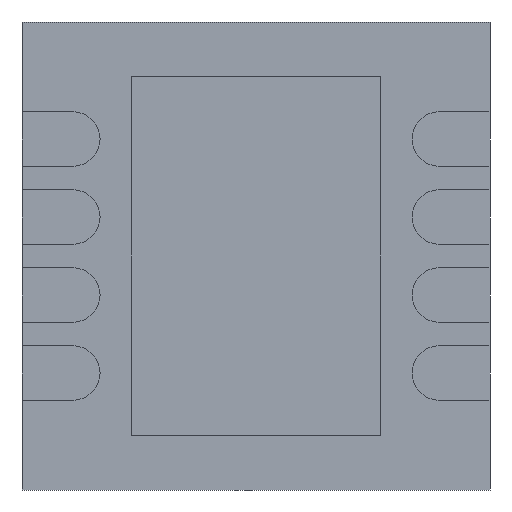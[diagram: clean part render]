
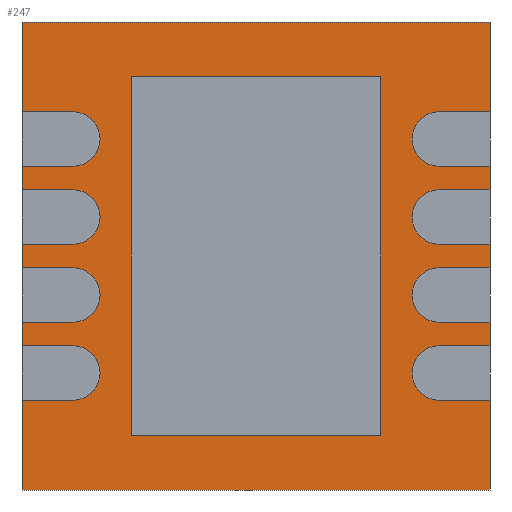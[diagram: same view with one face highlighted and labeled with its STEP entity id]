
A CAD part, front view. The second image highlights one B-rep face of the part: STEP entity #247.
In plain terms, the highlighted planar face has unit normal (0, -1, 0).
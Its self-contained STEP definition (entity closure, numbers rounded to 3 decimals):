
#83 = EDGE_CURVE('',#84,#86,#88,.T.);
#84 = VERTEX_POINT('',#85);
#85 = CARTESIAN_POINT('',(1.5,0.05,-1.5));
#86 = VERTEX_POINT('',#87);
#87 = CARTESIAN_POINT('',(1.5,0.05,-0.925));
#88 = LINE('',#89,#90);
#89 = CARTESIAN_POINT('',(1.5,0.05,-1.5));
#90 = VECTOR('',#91,1.);
#91 = DIRECTION('',(0.,0.,1.));
#110 = VERTEX_POINT('',#111);
#111 = CARTESIAN_POINT('',(1.5,0.05,1.5));
#117 = EDGE_CURVE('',#118,#110,#120,.T.);
#118 = VERTEX_POINT('',#119);
#119 = CARTESIAN_POINT('',(1.5,0.05,0.925));
#120 = LINE('',#121,#122);
#121 = CARTESIAN_POINT('',(1.5,0.05,-1.5));
#122 = VECTOR('',#123,1.);
#123 = DIRECTION('',(0.,0.,1.));
#142 = VERTEX_POINT('',#143);
#143 = CARTESIAN_POINT('',(1.5,0.05,0.575));
#149 = EDGE_CURVE('',#150,#142,#152,.T.);
#150 = VERTEX_POINT('',#151);
#151 = CARTESIAN_POINT('',(1.5,0.05,0.425));
#152 = LINE('',#153,#154);
#153 = CARTESIAN_POINT('',(1.5,0.05,-1.5));
#154 = VECTOR('',#155,1.);
#155 = DIRECTION('',(0.,0.,1.));
#174 = VERTEX_POINT('',#175);
#175 = CARTESIAN_POINT('',(1.5,0.05,0.075));
#181 = EDGE_CURVE('',#182,#174,#184,.T.);
#182 = VERTEX_POINT('',#183);
#183 = CARTESIAN_POINT('',(1.5,0.05,-0.075));
#184 = LINE('',#185,#186);
#185 = CARTESIAN_POINT('',(1.5,0.05,-1.5));
#186 = VECTOR('',#187,1.);
#187 = DIRECTION('',(0.,0.,1.));
#206 = VERTEX_POINT('',#207);
#207 = CARTESIAN_POINT('',(1.5,0.05,-0.425));
#213 = EDGE_CURVE('',#214,#206,#216,.T.);
#214 = VERTEX_POINT('',#215);
#215 = CARTESIAN_POINT('',(1.5,0.05,-0.575));
#216 = LINE('',#217,#218);
#217 = CARTESIAN_POINT('',(1.5,0.05,-1.5));
#218 = VECTOR('',#219,1.);
#219 = DIRECTION('',(0.,0.,1.));
#247 = ADVANCED_FACE('',(#248),#501,.F.);
#248 = FACE_BOUND('',#249,.F.);
#249 = EDGE_LOOP('',(#250,#251,#259,#267,#275,#284,#292,#300,#308,#317,
    #325,#333,#341,#350,#358,#366,#374,#383,#391,#399,#405,#406,#414,
    #423,#429,#430,#438,#447,#453,#454,#462,#471,#477,#478,#486,#495));
#250 = ORIENTED_EDGE('',*,*,#83,.F.);
#251 = ORIENTED_EDGE('',*,*,#252,.F.);
#252 = EDGE_CURVE('',#253,#84,#255,.T.);
#253 = VERTEX_POINT('',#254);
#254 = CARTESIAN_POINT('',(-1.5,0.05,-1.5));
#255 = LINE('',#256,#257);
#256 = CARTESIAN_POINT('',(-1.5,0.05,-1.5));
#257 = VECTOR('',#258,1.);
#258 = DIRECTION('',(1.,0.,0.));
#259 = ORIENTED_EDGE('',*,*,#260,.F.);
#260 = EDGE_CURVE('',#261,#253,#263,.T.);
#261 = VERTEX_POINT('',#262);
#262 = CARTESIAN_POINT('',(-1.5,0.05,-0.925));
#263 = LINE('',#264,#265);
#264 = CARTESIAN_POINT('',(-1.5,0.05,1.5));
#265 = VECTOR('',#266,1.);
#266 = DIRECTION('',(0.,0.,-1.));
#267 = ORIENTED_EDGE('',*,*,#268,.T.);
#268 = EDGE_CURVE('',#261,#269,#271,.T.);
#269 = VERTEX_POINT('',#270);
#270 = CARTESIAN_POINT('',(-1.175,0.05,-0.925));
#271 = LINE('',#272,#273);
#272 = CARTESIAN_POINT('',(-0.588,0.05,-0.925));
#273 = VECTOR('',#274,1.);
#274 = DIRECTION('',(1.,0.,0.));
#275 = ORIENTED_EDGE('',*,*,#276,.T.);
#276 = EDGE_CURVE('',#269,#277,#279,.T.);
#277 = VERTEX_POINT('',#278);
#278 = CARTESIAN_POINT('',(-1.175,0.05,-0.575));
#279 = CIRCLE('',#280,0.175);
#280 = AXIS2_PLACEMENT_3D('',#281,#282,#283);
#281 = CARTESIAN_POINT('',(-1.175,0.05,-0.75));
#282 = DIRECTION('',(0.,-1.,0.));
#283 = DIRECTION('',(1.,0.,0.));
#284 = ORIENTED_EDGE('',*,*,#285,.T.);
#285 = EDGE_CURVE('',#277,#286,#288,.T.);
#286 = VERTEX_POINT('',#287);
#287 = CARTESIAN_POINT('',(-1.5,0.05,-0.575));
#288 = LINE('',#289,#290);
#289 = CARTESIAN_POINT('',(-0.75,0.05,-0.575));
#290 = VECTOR('',#291,1.);
#291 = DIRECTION('',(-1.,0.,0.));
#292 = ORIENTED_EDGE('',*,*,#293,.F.);
#293 = EDGE_CURVE('',#294,#286,#296,.T.);
#294 = VERTEX_POINT('',#295);
#295 = CARTESIAN_POINT('',(-1.5,0.05,-0.425));
#296 = LINE('',#297,#298);
#297 = CARTESIAN_POINT('',(-1.5,0.05,1.5));
#298 = VECTOR('',#299,1.);
#299 = DIRECTION('',(0.,0.,-1.));
#300 = ORIENTED_EDGE('',*,*,#301,.T.);
#301 = EDGE_CURVE('',#294,#302,#304,.T.);
#302 = VERTEX_POINT('',#303);
#303 = CARTESIAN_POINT('',(-1.175,0.05,-0.425));
#304 = LINE('',#305,#306);
#305 = CARTESIAN_POINT('',(-0.588,0.05,-0.425));
#306 = VECTOR('',#307,1.);
#307 = DIRECTION('',(1.,0.,0.));
#308 = ORIENTED_EDGE('',*,*,#309,.T.);
#309 = EDGE_CURVE('',#302,#310,#312,.T.);
#310 = VERTEX_POINT('',#311);
#311 = CARTESIAN_POINT('',(-1.175,0.05,-0.075));
#312 = CIRCLE('',#313,0.175);
#313 = AXIS2_PLACEMENT_3D('',#314,#315,#316);
#314 = CARTESIAN_POINT('',(-1.175,0.05,-0.25));
#315 = DIRECTION('',(0.,-1.,0.));
#316 = DIRECTION('',(1.,0.,0.));
#317 = ORIENTED_EDGE('',*,*,#318,.T.);
#318 = EDGE_CURVE('',#310,#319,#321,.T.);
#319 = VERTEX_POINT('',#320);
#320 = CARTESIAN_POINT('',(-1.5,0.05,-0.075));
#321 = LINE('',#322,#323);
#322 = CARTESIAN_POINT('',(-0.75,0.05,-0.075));
#323 = VECTOR('',#324,1.);
#324 = DIRECTION('',(-1.,0.,0.));
#325 = ORIENTED_EDGE('',*,*,#326,.F.);
#326 = EDGE_CURVE('',#327,#319,#329,.T.);
#327 = VERTEX_POINT('',#328);
#328 = CARTESIAN_POINT('',(-1.5,0.05,0.075));
#329 = LINE('',#330,#331);
#330 = CARTESIAN_POINT('',(-1.5,0.05,1.5));
#331 = VECTOR('',#332,1.);
#332 = DIRECTION('',(0.,0.,-1.));
#333 = ORIENTED_EDGE('',*,*,#334,.T.);
#334 = EDGE_CURVE('',#327,#335,#337,.T.);
#335 = VERTEX_POINT('',#336);
#336 = CARTESIAN_POINT('',(-1.175,0.05,0.075));
#337 = LINE('',#338,#339);
#338 = CARTESIAN_POINT('',(-0.588,0.05,0.075));
#339 = VECTOR('',#340,1.);
#340 = DIRECTION('',(1.,0.,0.));
#341 = ORIENTED_EDGE('',*,*,#342,.T.);
#342 = EDGE_CURVE('',#335,#343,#345,.T.);
#343 = VERTEX_POINT('',#344);
#344 = CARTESIAN_POINT('',(-1.175,0.05,0.425));
#345 = CIRCLE('',#346,0.175);
#346 = AXIS2_PLACEMENT_3D('',#347,#348,#349);
#347 = CARTESIAN_POINT('',(-1.175,0.05,0.25));
#348 = DIRECTION('',(0.,-1.,0.));
#349 = DIRECTION('',(1.,0.,0.));
#350 = ORIENTED_EDGE('',*,*,#351,.T.);
#351 = EDGE_CURVE('',#343,#352,#354,.T.);
#352 = VERTEX_POINT('',#353);
#353 = CARTESIAN_POINT('',(-1.5,0.05,0.425));
#354 = LINE('',#355,#356);
#355 = CARTESIAN_POINT('',(-0.75,0.05,0.425));
#356 = VECTOR('',#357,1.);
#357 = DIRECTION('',(-1.,0.,0.));
#358 = ORIENTED_EDGE('',*,*,#359,.F.);
#359 = EDGE_CURVE('',#360,#352,#362,.T.);
#360 = VERTEX_POINT('',#361);
#361 = CARTESIAN_POINT('',(-1.5,0.05,0.575));
#362 = LINE('',#363,#364);
#363 = CARTESIAN_POINT('',(-1.5,0.05,1.5));
#364 = VECTOR('',#365,1.);
#365 = DIRECTION('',(0.,0.,-1.));
#366 = ORIENTED_EDGE('',*,*,#367,.T.);
#367 = EDGE_CURVE('',#360,#368,#370,.T.);
#368 = VERTEX_POINT('',#369);
#369 = CARTESIAN_POINT('',(-1.175,0.05,0.575));
#370 = LINE('',#371,#372);
#371 = CARTESIAN_POINT('',(-0.588,0.05,0.575));
#372 = VECTOR('',#373,1.);
#373 = DIRECTION('',(1.,0.,0.));
#374 = ORIENTED_EDGE('',*,*,#375,.T.);
#375 = EDGE_CURVE('',#368,#376,#378,.T.);
#376 = VERTEX_POINT('',#377);
#377 = CARTESIAN_POINT('',(-1.175,0.05,0.925));
#378 = CIRCLE('',#379,0.175);
#379 = AXIS2_PLACEMENT_3D('',#380,#381,#382);
#380 = CARTESIAN_POINT('',(-1.175,0.05,0.75));
#381 = DIRECTION('',(0.,-1.,0.));
#382 = DIRECTION('',(1.,0.,0.));
#383 = ORIENTED_EDGE('',*,*,#384,.T.);
#384 = EDGE_CURVE('',#376,#385,#387,.T.);
#385 = VERTEX_POINT('',#386);
#386 = CARTESIAN_POINT('',(-1.5,0.05,0.925));
#387 = LINE('',#388,#389);
#388 = CARTESIAN_POINT('',(-0.75,0.05,0.925));
#389 = VECTOR('',#390,1.);
#390 = DIRECTION('',(-1.,0.,0.));
#391 = ORIENTED_EDGE('',*,*,#392,.F.);
#392 = EDGE_CURVE('',#393,#385,#395,.T.);
#393 = VERTEX_POINT('',#394);
#394 = CARTESIAN_POINT('',(-1.5,0.05,1.5));
#395 = LINE('',#396,#397);
#396 = CARTESIAN_POINT('',(-1.5,0.05,1.5));
#397 = VECTOR('',#398,1.);
#398 = DIRECTION('',(0.,0.,-1.));
#399 = ORIENTED_EDGE('',*,*,#400,.F.);
#400 = EDGE_CURVE('',#110,#393,#401,.T.);
#401 = LINE('',#402,#403);
#402 = CARTESIAN_POINT('',(1.5,0.05,1.5));
#403 = VECTOR('',#404,1.);
#404 = DIRECTION('',(-1.,0.,0.));
#405 = ORIENTED_EDGE('',*,*,#117,.F.);
#406 = ORIENTED_EDGE('',*,*,#407,.T.);
#407 = EDGE_CURVE('',#118,#408,#410,.T.);
#408 = VERTEX_POINT('',#409);
#409 = CARTESIAN_POINT('',(1.175,0.05,0.925));
#410 = LINE('',#411,#412);
#411 = CARTESIAN_POINT('',(0.588,0.05,0.925));
#412 = VECTOR('',#413,1.);
#413 = DIRECTION('',(-1.,0.,0.));
#414 = ORIENTED_EDGE('',*,*,#415,.T.);
#415 = EDGE_CURVE('',#408,#416,#418,.T.);
#416 = VERTEX_POINT('',#417);
#417 = CARTESIAN_POINT('',(1.175,0.05,0.575));
#418 = CIRCLE('',#419,0.175);
#419 = AXIS2_PLACEMENT_3D('',#420,#421,#422);
#420 = CARTESIAN_POINT('',(1.175,0.05,0.75));
#421 = DIRECTION('',(0.,-1.,0.));
#422 = DIRECTION('',(1.,0.,0.));
#423 = ORIENTED_EDGE('',*,*,#424,.T.);
#424 = EDGE_CURVE('',#416,#142,#425,.T.);
#425 = LINE('',#426,#427);
#426 = CARTESIAN_POINT('',(0.75,0.05,0.575));
#427 = VECTOR('',#428,1.);
#428 = DIRECTION('',(1.,0.,0.));
#429 = ORIENTED_EDGE('',*,*,#149,.F.);
#430 = ORIENTED_EDGE('',*,*,#431,.T.);
#431 = EDGE_CURVE('',#150,#432,#434,.T.);
#432 = VERTEX_POINT('',#433);
#433 = CARTESIAN_POINT('',(1.175,0.05,0.425));
#434 = LINE('',#435,#436);
#435 = CARTESIAN_POINT('',(0.588,0.05,0.425));
#436 = VECTOR('',#437,1.);
#437 = DIRECTION('',(-1.,0.,0.));
#438 = ORIENTED_EDGE('',*,*,#439,.T.);
#439 = EDGE_CURVE('',#432,#440,#442,.T.);
#440 = VERTEX_POINT('',#441);
#441 = CARTESIAN_POINT('',(1.175,0.05,0.075));
#442 = CIRCLE('',#443,0.175);
#443 = AXIS2_PLACEMENT_3D('',#444,#445,#446);
#444 = CARTESIAN_POINT('',(1.175,0.05,0.25));
#445 = DIRECTION('',(0.,-1.,0.));
#446 = DIRECTION('',(1.,0.,0.));
#447 = ORIENTED_EDGE('',*,*,#448,.T.);
#448 = EDGE_CURVE('',#440,#174,#449,.T.);
#449 = LINE('',#450,#451);
#450 = CARTESIAN_POINT('',(0.75,0.05,0.075));
#451 = VECTOR('',#452,1.);
#452 = DIRECTION('',(1.,0.,0.));
#453 = ORIENTED_EDGE('',*,*,#181,.F.);
#454 = ORIENTED_EDGE('',*,*,#455,.T.);
#455 = EDGE_CURVE('',#182,#456,#458,.T.);
#456 = VERTEX_POINT('',#457);
#457 = CARTESIAN_POINT('',(1.175,0.05,-0.075));
#458 = LINE('',#459,#460);
#459 = CARTESIAN_POINT('',(0.588,0.05,-0.075));
#460 = VECTOR('',#461,1.);
#461 = DIRECTION('',(-1.,0.,0.));
#462 = ORIENTED_EDGE('',*,*,#463,.T.);
#463 = EDGE_CURVE('',#456,#464,#466,.T.);
#464 = VERTEX_POINT('',#465);
#465 = CARTESIAN_POINT('',(1.175,0.05,-0.425));
#466 = CIRCLE('',#467,0.175);
#467 = AXIS2_PLACEMENT_3D('',#468,#469,#470);
#468 = CARTESIAN_POINT('',(1.175,0.05,-0.25));
#469 = DIRECTION('',(0.,-1.,0.));
#470 = DIRECTION('',(1.,0.,0.));
#471 = ORIENTED_EDGE('',*,*,#472,.T.);
#472 = EDGE_CURVE('',#464,#206,#473,.T.);
#473 = LINE('',#474,#475);
#474 = CARTESIAN_POINT('',(0.75,0.05,-0.425));
#475 = VECTOR('',#476,1.);
#476 = DIRECTION('',(1.,0.,0.));
#477 = ORIENTED_EDGE('',*,*,#213,.F.);
#478 = ORIENTED_EDGE('',*,*,#479,.T.);
#479 = EDGE_CURVE('',#214,#480,#482,.T.);
#480 = VERTEX_POINT('',#481);
#481 = CARTESIAN_POINT('',(1.175,0.05,-0.575));
#482 = LINE('',#483,#484);
#483 = CARTESIAN_POINT('',(0.588,0.05,-0.575));
#484 = VECTOR('',#485,1.);
#485 = DIRECTION('',(-1.,0.,0.));
#486 = ORIENTED_EDGE('',*,*,#487,.T.);
#487 = EDGE_CURVE('',#480,#488,#490,.T.);
#488 = VERTEX_POINT('',#489);
#489 = CARTESIAN_POINT('',(1.175,0.05,-0.925));
#490 = CIRCLE('',#491,0.175);
#491 = AXIS2_PLACEMENT_3D('',#492,#493,#494);
#492 = CARTESIAN_POINT('',(1.175,0.05,-0.75));
#493 = DIRECTION('',(0.,-1.,0.));
#494 = DIRECTION('',(1.,0.,0.));
#495 = ORIENTED_EDGE('',*,*,#496,.T.);
#496 = EDGE_CURVE('',#488,#86,#497,.T.);
#497 = LINE('',#498,#499);
#498 = CARTESIAN_POINT('',(0.75,0.05,-0.925));
#499 = VECTOR('',#500,1.);
#500 = DIRECTION('',(1.,0.,0.));
#501 = PLANE('',#502);
#502 = AXIS2_PLACEMENT_3D('',#503,#504,#505);
#503 = CARTESIAN_POINT('',(0.,0.05,0.));
#504 = DIRECTION('',(0.,1.,0.));
#505 = DIRECTION('',(0.,0.,1.));
